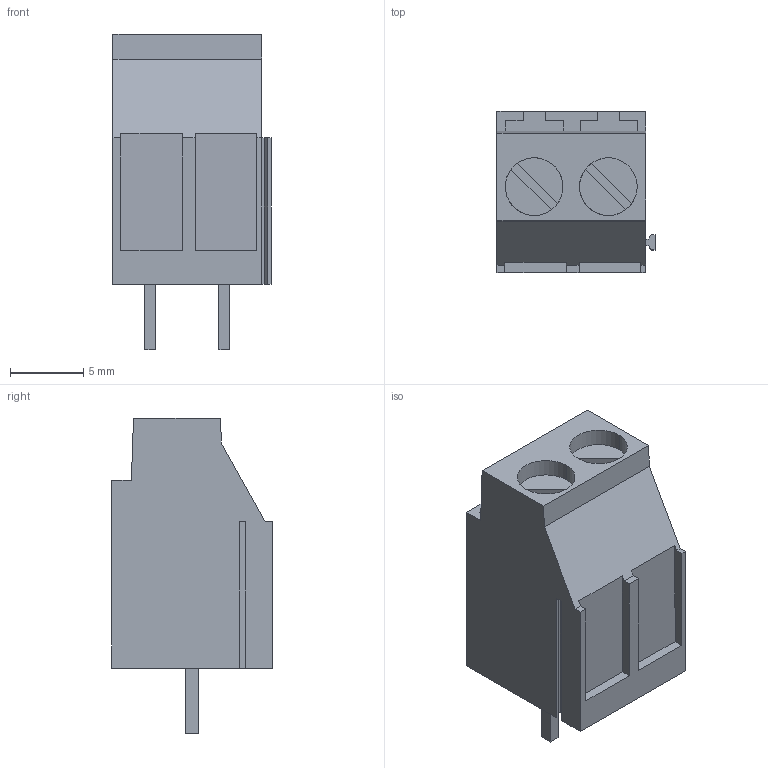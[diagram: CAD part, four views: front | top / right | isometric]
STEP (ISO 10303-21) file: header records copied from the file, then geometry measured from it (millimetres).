
FILE_DESCRIPTION(('CATIA V5 STEP Exchange','CAx-IF Rec.Pracs.--- Model Styling and Organization---1.4--- 2014-01-23'),'2;1');
FILE_NAME ('161272-1_0_2567300000_2567300000.stp','2021-07-20T12:53:56+00:00',('none'),('Weidmueller'),'CATIA Version 5-6 Release 2016 SP3 HF44','CATIA V5 STEP AP214','none');
FILE_SCHEMA(('AUTOMOTIVE_DESIGN { 1 0 10303 214 1 1 1 1 }'));
Length unit declared in the file: millimetre
Products named in the file (1): 2567300000
Bounding box: 10.81 x 11 x 21.6 mm (x, y, z)
Volume: 1478 mm3; surface area: 1331.5 mm2
Topology: 5 solids, 5 shells, 125 faces, 323 edges, 214 vertices
Faces by surface type: plane 117, cylinder 8
Entity records: 3738 total; most frequent: CARTESIAN_POINT 648, ORIENTED_EDGE 646, DIRECTION 509, EDGE_CURVE 323, VECTOR 299, LINE 299, VERTEX_POINT 214, EDGE_LOOP 131
